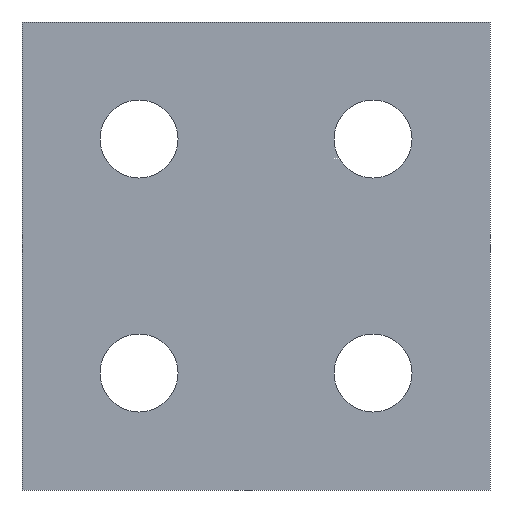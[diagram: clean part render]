
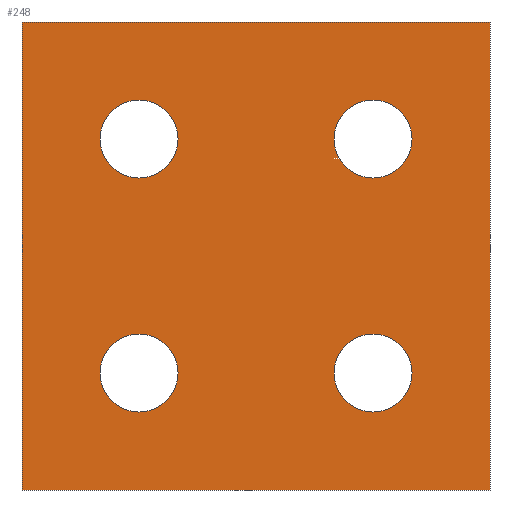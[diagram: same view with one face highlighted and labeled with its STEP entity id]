
A CAD part, front view. The second image highlights one B-rep face of the part: STEP entity #248.
In plain terms, the highlighted planar face has unit normal (0, -1, 0).
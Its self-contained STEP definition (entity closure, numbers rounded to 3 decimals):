
#1=CARTESIAN_POINT('',(7.5,0.,-7.5));
#2=DIRECTION('',(0.,-1.,0.));
#3=DIRECTION('',(1.,0.,0.));
#4=AXIS2_PLACEMENT_3D('',#1,#2,#3);
#6=CARTESIAN_POINT('',(7.5,0.,-7.5));
#7=DIRECTION('',(0.,-1.,0.));
#8=DIRECTION('',(-1.,0.,0.));
#9=AXIS2_PLACEMENT_3D('',#6,#7,#8);
#11=CARTESIAN_POINT('',(-7.5,0.,-7.5));
#12=DIRECTION('',(0.,-1.,0.));
#13=DIRECTION('',(1.,0.,0.));
#14=AXIS2_PLACEMENT_3D('',#11,#12,#13);
#16=CARTESIAN_POINT('',(-7.5,0.,-7.5));
#17=DIRECTION('',(0.,-1.,0.));
#18=DIRECTION('',(-1.,0.,0.));
#19=AXIS2_PLACEMENT_3D('',#16,#17,#18);
#21=CARTESIAN_POINT('',(7.5,0.,7.5));
#22=DIRECTION('',(0.,-1.,0.));
#23=DIRECTION('',(1.,0.,0.));
#24=AXIS2_PLACEMENT_3D('',#21,#22,#23);
#26=CARTESIAN_POINT('',(7.5,0.,7.5));
#27=DIRECTION('',(0.,-1.,0.));
#28=DIRECTION('',(-1.,0.,0.));
#29=AXIS2_PLACEMENT_3D('',#26,#27,#28);
#31=CARTESIAN_POINT('',(-7.5,0.,7.5));
#32=DIRECTION('',(0.,-1.,0.));
#33=DIRECTION('',(1.,0.,0.));
#34=AXIS2_PLACEMENT_3D('',#31,#32,#33);
#36=CARTESIAN_POINT('',(-7.5,0.,7.5));
#37=DIRECTION('',(0.,-1.,0.));
#38=DIRECTION('',(-1.,0.,0.));
#39=AXIS2_PLACEMENT_3D('',#36,#37,#38);
#41=DIRECTION('',(1.,0.,0.));
#42=VECTOR('',#41,30.);
#43=CARTESIAN_POINT('',(-15.,0.,15.));
#44=LINE('',#43,#42);
#45=DIRECTION('',(0.,0.,-1.));
#46=VECTOR('',#45,30.);
#47=CARTESIAN_POINT('',(15.,0.,15.));
#48=LINE('',#47,#46);
#49=DIRECTION('',(-1.,0.,0.));
#50=VECTOR('',#49,30.);
#51=CARTESIAN_POINT('',(15.,0.,-15.));
#52=LINE('',#51,#50);
#53=DIRECTION('',(0.,0.,1.));
#54=VECTOR('',#53,30.);
#55=CARTESIAN_POINT('',(-15.,0.,-15.));
#56=LINE('',#55,#54);
#161=CARTESIAN_POINT('',(-15.,0.,15.));
#162=CARTESIAN_POINT('',(15.,0.,15.));
#163=VERTEX_POINT('',#161);
#164=VERTEX_POINT('',#162);
#165=CARTESIAN_POINT('',(15.,0.,-15.));
#166=VERTEX_POINT('',#165);
#167=CARTESIAN_POINT('',(-15.,0.,-15.));
#168=VERTEX_POINT('',#167);
#177=CARTESIAN_POINT('',(10.,0.,-7.5));
#178=CARTESIAN_POINT('',(5.,0.,-7.5));
#179=VERTEX_POINT('',#177);
#180=VERTEX_POINT('',#178);
#181=CARTESIAN_POINT('',(-5.,0.,-7.5));
#182=CARTESIAN_POINT('',(-10.,0.,-7.5));
#183=VERTEX_POINT('',#181);
#184=VERTEX_POINT('',#182);
#185=CARTESIAN_POINT('',(10.,0.,7.5));
#186=CARTESIAN_POINT('',(5.,0.,7.5));
#187=VERTEX_POINT('',#185);
#188=VERTEX_POINT('',#186);
#189=CARTESIAN_POINT('',(-5.,0.,7.5));
#190=CARTESIAN_POINT('',(-10.,0.,7.5));
#191=VERTEX_POINT('',#189);
#192=VERTEX_POINT('',#190);
#209=CARTESIAN_POINT('',(0.,0.,0.));
#210=DIRECTION('',(0.,1.,0.));
#211=DIRECTION('',(1.,0.,0.));
#212=AXIS2_PLACEMENT_3D('',#209,#210,#211);
#213=PLANE('',#212);
#215=ORIENTED_EDGE('',*,*,#214,.T.);
#217=ORIENTED_EDGE('',*,*,#216,.T.);
#219=ORIENTED_EDGE('',*,*,#218,.T.);
#221=ORIENTED_EDGE('',*,*,#220,.T.);
#222=EDGE_LOOP('',(#215,#217,#219,#221));
#223=FACE_OUTER_BOUND('',#222,.F.);
#225=ORIENTED_EDGE('',*,*,#224,.T.);
#227=ORIENTED_EDGE('',*,*,#226,.T.);
#228=EDGE_LOOP('',(#225,#227));
#229=FACE_BOUND('',#228,.F.);
#231=ORIENTED_EDGE('',*,*,#230,.T.);
#233=ORIENTED_EDGE('',*,*,#232,.T.);
#234=EDGE_LOOP('',(#231,#233));
#235=FACE_BOUND('',#234,.F.);
#237=ORIENTED_EDGE('',*,*,#236,.T.);
#239=ORIENTED_EDGE('',*,*,#238,.T.);
#240=EDGE_LOOP('',(#237,#239));
#241=FACE_BOUND('',#240,.F.);
#243=ORIENTED_EDGE('',*,*,#242,.T.);
#245=ORIENTED_EDGE('',*,*,#244,.T.);
#246=EDGE_LOOP('',(#243,#245));
#247=FACE_BOUND('',#246,.F.);
#248=ADVANCED_FACE('',(#223,#229,#235,#241,#247),#213,.F.);
#5=CIRCLE('',#4,2.5);
#10=CIRCLE('',#9,2.5);
#15=CIRCLE('',#14,2.5);
#20=CIRCLE('',#19,2.5);
#25=CIRCLE('',#24,2.5);
#30=CIRCLE('',#29,2.5);
#35=CIRCLE('',#34,2.5);
#40=CIRCLE('',#39,2.5);
#214=EDGE_CURVE('',#163,#164,#44,.T.);
#216=EDGE_CURVE('',#164,#166,#48,.T.);
#218=EDGE_CURVE('',#166,#168,#52,.T.);
#220=EDGE_CURVE('',#168,#163,#56,.T.);
#224=EDGE_CURVE('',#183,#184,#15,.T.);
#226=EDGE_CURVE('',#184,#183,#20,.T.);
#230=EDGE_CURVE('',#187,#188,#25,.T.);
#232=EDGE_CURVE('',#188,#187,#30,.T.);
#236=EDGE_CURVE('',#191,#192,#35,.T.);
#238=EDGE_CURVE('',#192,#191,#40,.T.);
#242=EDGE_CURVE('',#179,#180,#5,.T.);
#244=EDGE_CURVE('',#180,#179,#10,.T.);
